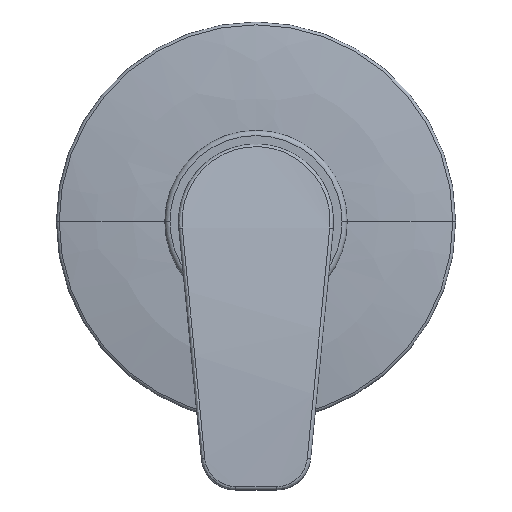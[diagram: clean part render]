
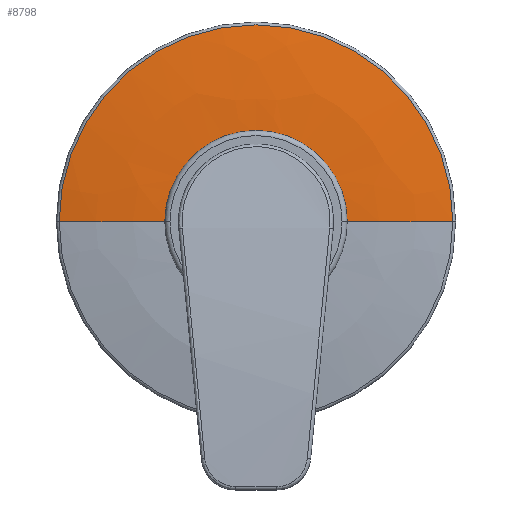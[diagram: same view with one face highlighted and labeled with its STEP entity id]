
A CAD part, top view. The second image highlights one B-rep face of the part: STEP entity #8798.
In plain terms, the highlighted free-form (B-spline) face has degree [3, 3] with [7, 4] control points.
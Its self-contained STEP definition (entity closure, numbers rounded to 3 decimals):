
#8437=CARTESIAN_POINT('',(0.,0.,-4.5));
#8438=DIRECTION('',(0.,0.,-1.));
#8439=DIRECTION('',(-1.,0.,0.));
#8440=AXIS2_PLACEMENT_3D('',#8437,#8438,#8439);
#8442=CARTESIAN_POINT('',(0.,0.,-7.351));
#8443=DIRECTION('',(0.,0.,1.));
#8444=DIRECTION('',(1.,0.,0.));
#8445=AXIS2_PLACEMENT_3D('',#8442,#8443,#8444);
#8462=CARTESIAN_POINT('',(-25.,0.,-187.5));
#8463=DIRECTION('',(0.,1.,0.));
#8464=DIRECTION('',(-0.176,0.,0.984));
#8465=AXIS2_PLACEMENT_3D('',#8462,#8463,#8464);
#8467=CARTESIAN_POINT('',(25.,0.,-187.5));
#8468=DIRECTION('',(0.,-1.,0.));
#8469=DIRECTION('',(0.176,0.,0.984));
#8470=AXIS2_PLACEMENT_3D('',#8467,#8468,#8469);
#8510=CARTESIAN_POINT('',(-25.,0.,-4.5));
#8512=VERTEX_POINT('',#8510);
#8514=CARTESIAN_POINT('',(25.,0.,-4.5));
#8516=VERTEX_POINT('',#8514);
#8526=CARTESIAN_POINT('',(-57.176,0.,-7.351));
#8527=CARTESIAN_POINT('',(57.176,0.,
-7.351));
#8528=VERTEX_POINT('',#8526);
#8529=VERTEX_POINT('',#8527);
#8760=CARTESIAN_POINT('',(-24.305,-1.529,
-4.501));
#8761=CARTESIAN_POINT('',(-35.511,-2.234,
-4.461));
#8762=CARTESIAN_POINT('',(-46.674,-2.936,
-5.452));
#8763=CARTESIAN_POINT('',(-57.698,-3.63,
-7.466));
#8764=CARTESIAN_POINT('',(-25.246,13.428,
-4.501));
#8765=CARTESIAN_POINT('',(-36.886,19.619,
-4.461));
#8766=CARTESIAN_POINT('',(-48.481,25.786,
-5.452));
#8767=CARTESIAN_POINT('',(-59.932,31.877,
-7.466));
#8768=CARTESIAN_POINT('',(-14.987,24.353,
-4.501));
#8769=CARTESIAN_POINT('',(-21.897,35.581,
-4.461));
#8770=CARTESIAN_POINT('',(-28.78,46.766,
-5.452));
#8771=CARTESIAN_POINT('',(-35.578,57.812,
-7.466));
#8772=CARTESIAN_POINT('',(0.,24.353,-4.501));
#8773=CARTESIAN_POINT('',(0.,35.581,-4.461));
#8774=CARTESIAN_POINT('',(0.,46.766,-5.452));
#8775=CARTESIAN_POINT('',(0.,57.812,
-7.466));
#8776=CARTESIAN_POINT('',(14.987,24.353,-4.501));
#8777=CARTESIAN_POINT('',(21.897,35.581,-4.461));
#8778=CARTESIAN_POINT('',(28.78,46.766,-5.452));
#8779=CARTESIAN_POINT('',(35.578,57.812,-7.466));
#8780=CARTESIAN_POINT('',(25.246,13.428,-4.501));
#8781=CARTESIAN_POINT('',(36.886,19.619,-4.461));
#8782=CARTESIAN_POINT('',(48.481,25.786,-5.452));
#8783=CARTESIAN_POINT('',(59.932,31.877,-7.466));
#8784=CARTESIAN_POINT('',(24.305,-1.529,
-4.501));
#8785=CARTESIAN_POINT('',(35.511,-2.234,
-4.461));
#8786=CARTESIAN_POINT('',(46.674,-2.936,
-5.452));
#8787=CARTESIAN_POINT('',(57.698,-3.63,
-7.466));
#8788=(BOUNDED_SURFACE()B_SPLINE_SURFACE(3,3,((#8760,#8761,#8762,#8763),(#8764,
#8765,#8766,#8767),(#8768,#8769,#8770,#8771),(#8772,#8773,#8774,#8775),(#8776,
#8777,#8778,#8779),(#8780,#8781,#8782,#8783),(#8784,#8785,#8786,#8787)),
.UNSPECIFIED.,.F.,.F.,.F.)B_SPLINE_SURFACE_WITH_KNOTS((4,3,4),(4,4),(0.,1.,
2.),(0.,1.),.UNSPECIFIED.)GEOMETRIC_REPRESENTATION_ITEM()RATIONAL_B_SPLINE_SURFACE(((1.19,1.186,1.186,1.19),(
0.94,0.937,0.937,0.94),(
0.94,0.937,0.937,0.94),(
1.19,1.186,1.186,1.19),(
0.94,0.937,0.937,0.94),(
0.94,0.937,0.937,0.94),(
1.19,1.186,1.186,1.19)))REPRESENTATION_ITEM('')SURFACE());
#8790=ORIENTED_EDGE('',*,*,#8789,.F.);
#8792=ORIENTED_EDGE('',*,*,#8791,.T.);
#8793=ORIENTED_EDGE('',*,*,#8746,.F.);
#8795=ORIENTED_EDGE('',*,*,#8794,.F.);
#8796=EDGE_LOOP('',(#8790,#8792,#8793,#8795));
#8797=FACE_OUTER_BOUND('',#8796,.F.);
#8798=ADVANCED_FACE('',(#8797),#8788,.T.);
#8441=CIRCLE('',#8440,25.);
#8446=CIRCLE('',#8445,57.176);
#8466=CIRCLE('',#8465,183.);
#8471=CIRCLE('',#8470,183.);
#8746=EDGE_CURVE('',#8512,#8516,#8441,.T.);
#8789=EDGE_CURVE('',#8529,#8528,#8446,.T.);
#8791=EDGE_CURVE('',#8529,#8516,#8471,.T.);
#8794=EDGE_CURVE('',#8528,#8512,#8466,.T.);
